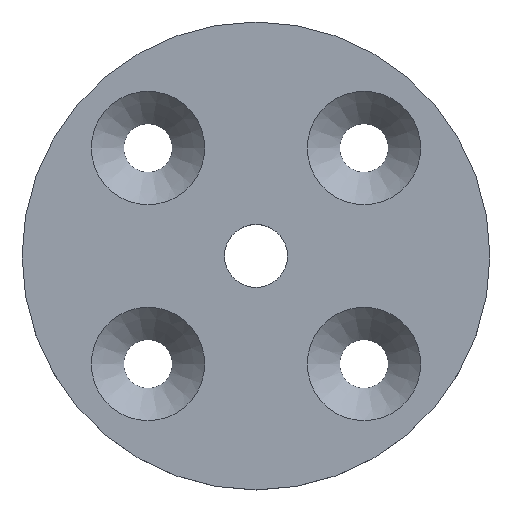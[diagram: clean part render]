
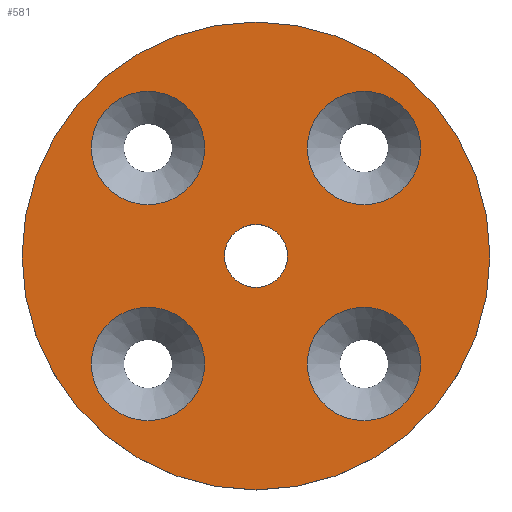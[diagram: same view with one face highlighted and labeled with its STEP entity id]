
A CAD part, top view. The second image highlights one B-rep face of the part: STEP entity #581.
In plain terms, the highlighted planar face has unit normal (0, 0, 1).
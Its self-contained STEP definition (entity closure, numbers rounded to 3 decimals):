
#54 = CYLINDRICAL_SURFACE('',#55,13.);
#55 = AXIS2_PLACEMENT_3D('',#56,#57,#58);
#56 = CARTESIAN_POINT('',(0.,0.,4.69));
#57 = DIRECTION('',(-0.,0.,-1.));
#58 = DIRECTION('',(1.,0.,0.));
#182 = CYLINDRICAL_SURFACE('',#183,1.75);
#183 = AXIS2_PLACEMENT_3D('',#184,#185,#186);
#184 = CARTESIAN_POINT('',(0.,0.,-2.));
#185 = DIRECTION('',(0.,0.,1.));
#186 = DIRECTION('',(1.,0.,0.));
#228 = EDGE_CURVE('',#229,#231,#233,.T.);
#229 = VERTEX_POINT('',#230);
#230 = CARTESIAN_POINT('',(0.,13.,3.5));
#231 = VERTEX_POINT('',#232);
#232 = CARTESIAN_POINT('',(13.,0.,3.5));
#233 = SURFACE_CURVE('',#234,(#239,#246),.PCURVE_S1.);
#234 = CIRCLE('',#235,13.);
#235 = AXIS2_PLACEMENT_3D('',#236,#237,#238);
#236 = CARTESIAN_POINT('',(0.,0.,3.5));
#237 = DIRECTION('',(0.,0.,-1.));
#238 = DIRECTION('',(1.,0.,0.));
#239 = PCURVE('',#54,#240);
#240 = DEFINITIONAL_REPRESENTATION('',(#241),#245);
#241 = LINE('',#242,#243);
#242 = CARTESIAN_POINT('',(0.,1.19));
#243 = VECTOR('',#244,1.);
#244 = DIRECTION('',(1.,0.));
#245 = ( GEOMETRIC_REPRESENTATION_CONTEXT(2) 
PARAMETRIC_REPRESENTATION_CONTEXT() REPRESENTATION_CONTEXT('2D SPACE',''
  ) );
#246 = PCURVE('',#247,#252);
#247 = PLANE('',#248);
#248 = AXIS2_PLACEMENT_3D('',#249,#250,#251);
#249 = CARTESIAN_POINT('',(0.,-1.018,3.5));
#250 = DIRECTION('',(0.,0.,1.));
#251 = DIRECTION('',(0.,1.,0.));
#252 = DEFINITIONAL_REPRESENTATION('',(#253),#261);
#253 = ( BOUNDED_CURVE() B_SPLINE_CURVE(2,(#254,#255,#256,#257,#258,#259
,#260),.UNSPECIFIED.,.F.,.F.) B_SPLINE_CURVE_WITH_KNOTS((1,2,2,2,2,1),(
    -2.094,0.,2.094,4.189,6.283,
8.378),.UNSPECIFIED.) CURVE() GEOMETRIC_REPRESENTATION_ITEM() 
RATIONAL_B_SPLINE_CURVE((1.,0.5,1.,0.5,1.,0.5,1.)) REPRESENTATION_ITEM(
  '') );
#254 = CARTESIAN_POINT('',(1.018,-13.));
#255 = CARTESIAN_POINT('',(-21.498,-13.));
#256 = CARTESIAN_POINT('',(-10.24,6.5));
#257 = CARTESIAN_POINT('',(1.018,26.));
#258 = CARTESIAN_POINT('',(12.277,6.5));
#259 = CARTESIAN_POINT('',(23.535,-13.));
#260 = CARTESIAN_POINT('',(1.018,-13.));
#261 = ( GEOMETRIC_REPRESENTATION_CONTEXT(2) 
PARAMETRIC_REPRESENTATION_CONTEXT() REPRESENTATION_CONTEXT('2D SPACE',''
  ) );
#286 = EDGE_CURVE('',#231,#229,#287,.T.);
#287 = SURFACE_CURVE('',#288,(#293,#300),.PCURVE_S1.);
#288 = CIRCLE('',#289,13.);
#289 = AXIS2_PLACEMENT_3D('',#290,#291,#292);
#290 = CARTESIAN_POINT('',(0.,0.,3.5));
#291 = DIRECTION('',(0.,0.,-1.));
#292 = DIRECTION('',(1.,0.,0.));
#293 = PCURVE('',#54,#294);
#294 = DEFINITIONAL_REPRESENTATION('',(#295),#299);
#295 = LINE('',#296,#297);
#296 = CARTESIAN_POINT('',(0.,1.19));
#297 = VECTOR('',#298,1.);
#298 = DIRECTION('',(1.,0.));
#299 = ( GEOMETRIC_REPRESENTATION_CONTEXT(2) 
PARAMETRIC_REPRESENTATION_CONTEXT() REPRESENTATION_CONTEXT('2D SPACE',''
  ) );
#300 = PCURVE('',#247,#301);
#301 = DEFINITIONAL_REPRESENTATION('',(#302),#310);
#302 = ( BOUNDED_CURVE() B_SPLINE_CURVE(2,(#303,#304,#305,#306,#307,#308
,#309),.UNSPECIFIED.,.F.,.F.) B_SPLINE_CURVE_WITH_KNOTS((1,2,2,2,2,1),(
    -2.094,0.,2.094,4.189,6.283,
8.378),.UNSPECIFIED.) CURVE() GEOMETRIC_REPRESENTATION_ITEM() 
RATIONAL_B_SPLINE_CURVE((1.,0.5,1.,0.5,1.,0.5,1.)) REPRESENTATION_ITEM(
  '') );
#303 = CARTESIAN_POINT('',(1.018,-13.));
#304 = CARTESIAN_POINT('',(-21.498,-13.));
#305 = CARTESIAN_POINT('',(-10.24,6.5));
#306 = CARTESIAN_POINT('',(1.018,26.));
#307 = CARTESIAN_POINT('',(12.277,6.5));
#308 = CARTESIAN_POINT('',(23.535,-13.));
#309 = CARTESIAN_POINT('',(1.018,-13.));
#310 = ( GEOMETRIC_REPRESENTATION_CONTEXT(2) 
PARAMETRIC_REPRESENTATION_CONTEXT() REPRESENTATION_CONTEXT('2D SPACE',''
  ) );
#332 = CONICAL_SURFACE('',#333,3.15,0.785);
#333 = AXIS2_PLACEMENT_3D('',#334,#335,#336);
#334 = CARTESIAN_POINT('',(6.,6.,3.5));
#335 = DIRECTION('',(0.,0.,1.));
#336 = DIRECTION('',(1.,0.,0.));
#387 = CONICAL_SURFACE('',#388,3.15,0.785);
#388 = AXIS2_PLACEMENT_3D('',#389,#390,#391);
#389 = CARTESIAN_POINT('',(6.,-6.,3.5));
#390 = DIRECTION('',(0.,0.,1.));
#391 = DIRECTION('',(1.,0.,0.));
#442 = CONICAL_SURFACE('',#443,3.15,0.785);
#443 = AXIS2_PLACEMENT_3D('',#444,#445,#446);
#444 = CARTESIAN_POINT('',(-6.,6.,3.5));
#445 = DIRECTION('',(0.,0.,1.));
#446 = DIRECTION('',(-1.,0.,0.));
#481 = VERTEX_POINT('',#482);
#482 = CARTESIAN_POINT('',(1.75,0.,3.5));
#503 = EDGE_CURVE('',#481,#481,#504,.T.);
#504 = SURFACE_CURVE('',#505,(#510,#517),.PCURVE_S1.);
#505 = CIRCLE('',#506,1.75);
#506 = AXIS2_PLACEMENT_3D('',#507,#508,#509);
#507 = CARTESIAN_POINT('',(0.,0.,3.5));
#508 = DIRECTION('',(0.,0.,1.));
#509 = DIRECTION('',(1.,0.,0.));
#510 = PCURVE('',#182,#511);
#511 = DEFINITIONAL_REPRESENTATION('',(#512),#516);
#512 = LINE('',#513,#514);
#513 = CARTESIAN_POINT('',(0.,5.5));
#514 = VECTOR('',#515,1.);
#515 = DIRECTION('',(1.,0.));
#516 = ( GEOMETRIC_REPRESENTATION_CONTEXT(2) 
PARAMETRIC_REPRESENTATION_CONTEXT() REPRESENTATION_CONTEXT('2D SPACE',''
  ) );
#517 = PCURVE('',#247,#518);
#518 = DEFINITIONAL_REPRESENTATION('',(#519),#523);
#519 = CIRCLE('',#520,1.75);
#520 = AXIS2_PLACEMENT_2D('',#521,#522);
#521 = CARTESIAN_POINT('',(1.018,0.));
#522 = DIRECTION('',(0.,-1.));
#523 = ( GEOMETRIC_REPRESENTATION_CONTEXT(2) 
PARAMETRIC_REPRESENTATION_CONTEXT() REPRESENTATION_CONTEXT('2D SPACE',''
  ) );
#547 = CONICAL_SURFACE('',#548,3.15,0.785);
#548 = AXIS2_PLACEMENT_3D('',#549,#550,#551);
#549 = CARTESIAN_POINT('',(-6.,-6.,3.5));
#550 = DIRECTION('',(0.,0.,1.));
#551 = DIRECTION('',(-1.,-0.,-0.));
#581 = ADVANCED_FACE('',(#582,#586,#612,#615,#645,#671),#247,.T.);
#582 = FACE_BOUND('',#583,.T.);
#583 = EDGE_LOOP('',(#584,#585));
#584 = ORIENTED_EDGE('',*,*,#228,.F.);
#585 = ORIENTED_EDGE('',*,*,#286,.F.);
#586 = FACE_BOUND('',#587,.T.);
#587 = EDGE_LOOP('',(#588));
#588 = ORIENTED_EDGE('',*,*,#589,.F.);
#589 = EDGE_CURVE('',#590,#590,#592,.T.);
#590 = VERTEX_POINT('',#591);
#591 = CARTESIAN_POINT('',(9.15,6.,3.5));
#592 = SURFACE_CURVE('',#593,(#598,#605),.PCURVE_S1.);
#593 = CIRCLE('',#594,3.15);
#594 = AXIS2_PLACEMENT_3D('',#595,#596,#597);
#595 = CARTESIAN_POINT('',(6.,6.,3.5));
#596 = DIRECTION('',(0.,0.,1.));
#597 = DIRECTION('',(1.,0.,0.));
#598 = PCURVE('',#247,#599);
#599 = DEFINITIONAL_REPRESENTATION('',(#600),#604);
#600 = CIRCLE('',#601,3.15);
#601 = AXIS2_PLACEMENT_2D('',#602,#603);
#602 = CARTESIAN_POINT('',(7.018,-6.));
#603 = DIRECTION('',(0.,-1.));
#604 = ( GEOMETRIC_REPRESENTATION_CONTEXT(2) 
PARAMETRIC_REPRESENTATION_CONTEXT() REPRESENTATION_CONTEXT('2D SPACE',''
  ) );
#605 = PCURVE('',#332,#606);
#606 = DEFINITIONAL_REPRESENTATION('',(#607),#611);
#607 = LINE('',#608,#609);
#608 = CARTESIAN_POINT('',(0.,-0.));
#609 = VECTOR('',#610,1.);
#610 = DIRECTION('',(1.,-0.));
#611 = ( GEOMETRIC_REPRESENTATION_CONTEXT(2) 
PARAMETRIC_REPRESENTATION_CONTEXT() REPRESENTATION_CONTEXT('2D SPACE',''
  ) );
#612 = FACE_BOUND('',#613,.T.);
#613 = EDGE_LOOP('',(#614));
#614 = ORIENTED_EDGE('',*,*,#503,.F.);
#615 = FACE_BOUND('',#616,.T.);
#616 = EDGE_LOOP('',(#617));
#617 = ORIENTED_EDGE('',*,*,#618,.T.);
#618 = EDGE_CURVE('',#619,#619,#621,.T.);
#619 = VERTEX_POINT('',#620);
#620 = CARTESIAN_POINT('',(-9.15,6.,3.5));
#621 = SURFACE_CURVE('',#622,(#627,#638),.PCURVE_S1.);
#622 = CIRCLE('',#623,3.15);
#623 = AXIS2_PLACEMENT_3D('',#624,#625,#626);
#624 = CARTESIAN_POINT('',(-6.,6.,3.5));
#625 = DIRECTION('',(0.,0.,-1.));
#626 = DIRECTION('',(-1.,0.,0.));
#627 = PCURVE('',#247,#628);
#628 = DEFINITIONAL_REPRESENTATION('',(#629),#637);
#629 = ( BOUNDED_CURVE() B_SPLINE_CURVE(2,(#630,#631,#632,#633,#634,#635
,#636),.UNSPECIFIED.,.F.,.F.) B_SPLINE_CURVE_WITH_KNOTS((1,2,2,2,2,1),(
    -2.094,0.,2.094,4.189,6.283,
8.378),.UNSPECIFIED.) CURVE() GEOMETRIC_REPRESENTATION_ITEM() 
RATIONAL_B_SPLINE_CURVE((1.,0.5,1.,0.5,1.,0.5,1.)) REPRESENTATION_ITEM(
  '') );
#630 = CARTESIAN_POINT('',(7.018,9.15));
#631 = CARTESIAN_POINT('',(12.474,9.15));
#632 = CARTESIAN_POINT('',(9.746,4.425));
#633 = CARTESIAN_POINT('',(7.018,-0.3));
#634 = CARTESIAN_POINT('',(4.29,4.425));
#635 = CARTESIAN_POINT('',(1.562,9.15));
#636 = CARTESIAN_POINT('',(7.018,9.15));
#637 = ( GEOMETRIC_REPRESENTATION_CONTEXT(2) 
PARAMETRIC_REPRESENTATION_CONTEXT() REPRESENTATION_CONTEXT('2D SPACE',''
  ) );
#638 = PCURVE('',#442,#639);
#639 = DEFINITIONAL_REPRESENTATION('',(#640),#644);
#640 = LINE('',#641,#642);
#641 = CARTESIAN_POINT('',(-0.,-0.));
#642 = VECTOR('',#643,1.);
#643 = DIRECTION('',(-1.,-0.));
#644 = ( GEOMETRIC_REPRESENTATION_CONTEXT(2) 
PARAMETRIC_REPRESENTATION_CONTEXT() REPRESENTATION_CONTEXT('2D SPACE',''
  ) );
#645 = FACE_BOUND('',#646,.T.);
#646 = EDGE_LOOP('',(#647));
#647 = ORIENTED_EDGE('',*,*,#648,.F.);
#648 = EDGE_CURVE('',#649,#649,#651,.T.);
#649 = VERTEX_POINT('',#650);
#650 = CARTESIAN_POINT('',(-9.15,-6.,3.5));
#651 = SURFACE_CURVE('',#652,(#657,#664),.PCURVE_S1.);
#652 = CIRCLE('',#653,3.15);
#653 = AXIS2_PLACEMENT_3D('',#654,#655,#656);
#654 = CARTESIAN_POINT('',(-6.,-6.,3.5));
#655 = DIRECTION('',(0.,0.,1.));
#656 = DIRECTION('',(-1.,-0.,-0.));
#657 = PCURVE('',#247,#658);
#658 = DEFINITIONAL_REPRESENTATION('',(#659),#663);
#659 = CIRCLE('',#660,3.15);
#660 = AXIS2_PLACEMENT_2D('',#661,#662);
#661 = CARTESIAN_POINT('',(-4.982,6.));
#662 = DIRECTION('',(0.,1.));
#663 = ( GEOMETRIC_REPRESENTATION_CONTEXT(2) 
PARAMETRIC_REPRESENTATION_CONTEXT() REPRESENTATION_CONTEXT('2D SPACE',''
  ) );
#664 = PCURVE('',#547,#665);
#665 = DEFINITIONAL_REPRESENTATION('',(#666),#670);
#666 = LINE('',#667,#668);
#667 = CARTESIAN_POINT('',(0.,-0.));
#668 = VECTOR('',#669,1.);
#669 = DIRECTION('',(1.,-0.));
#670 = ( GEOMETRIC_REPRESENTATION_CONTEXT(2) 
PARAMETRIC_REPRESENTATION_CONTEXT() REPRESENTATION_CONTEXT('2D SPACE',''
  ) );
#671 = FACE_BOUND('',#672,.T.);
#672 = EDGE_LOOP('',(#673));
#673 = ORIENTED_EDGE('',*,*,#674,.T.);
#674 = EDGE_CURVE('',#675,#675,#677,.T.);
#675 = VERTEX_POINT('',#676);
#676 = CARTESIAN_POINT('',(9.15,-6.,3.5));
#677 = SURFACE_CURVE('',#678,(#683,#694),.PCURVE_S1.);
#678 = CIRCLE('',#679,3.15);
#679 = AXIS2_PLACEMENT_3D('',#680,#681,#682);
#680 = CARTESIAN_POINT('',(6.,-6.,3.5));
#681 = DIRECTION('',(0.,0.,-1.));
#682 = DIRECTION('',(1.,0.,0.));
#683 = PCURVE('',#247,#684);
#684 = DEFINITIONAL_REPRESENTATION('',(#685),#693);
#685 = ( BOUNDED_CURVE() B_SPLINE_CURVE(2,(#686,#687,#688,#689,#690,#691
,#692),.UNSPECIFIED.,.F.,.F.) B_SPLINE_CURVE_WITH_KNOTS((1,2,2,2,2,1),(
    -2.094,0.,2.094,4.189,6.283,
8.378),.UNSPECIFIED.) CURVE() GEOMETRIC_REPRESENTATION_ITEM() 
RATIONAL_B_SPLINE_CURVE((1.,0.5,1.,0.5,1.,0.5,1.)) REPRESENTATION_ITEM(
  '') );
#686 = CARTESIAN_POINT('',(-4.982,-9.15));
#687 = CARTESIAN_POINT('',(-10.438,-9.15));
#688 = CARTESIAN_POINT('',(-7.71,-4.425));
#689 = CARTESIAN_POINT('',(-4.982,0.3));
#690 = CARTESIAN_POINT('',(-2.254,-4.425));
#691 = CARTESIAN_POINT('',(0.474,-9.15));
#692 = CARTESIAN_POINT('',(-4.982,-9.15));
#693 = ( GEOMETRIC_REPRESENTATION_CONTEXT(2) 
PARAMETRIC_REPRESENTATION_CONTEXT() REPRESENTATION_CONTEXT('2D SPACE',''
  ) );
#694 = PCURVE('',#387,#695);
#695 = DEFINITIONAL_REPRESENTATION('',(#696),#700);
#696 = LINE('',#697,#698);
#697 = CARTESIAN_POINT('',(-0.,-0.));
#698 = VECTOR('',#699,1.);
#699 = DIRECTION('',(-1.,-0.));
#700 = ( GEOMETRIC_REPRESENTATION_CONTEXT(2) 
PARAMETRIC_REPRESENTATION_CONTEXT() REPRESENTATION_CONTEXT('2D SPACE',''
  ) );
